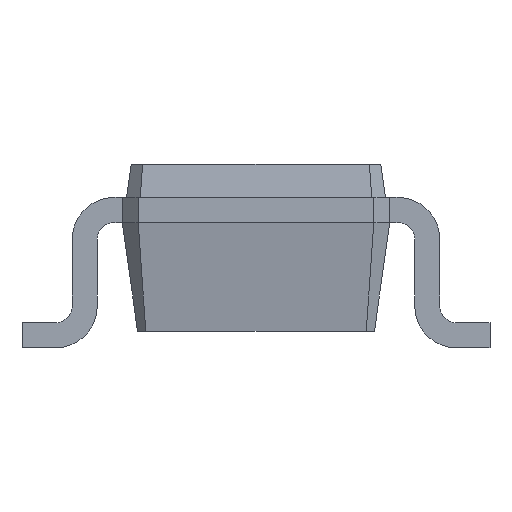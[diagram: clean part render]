
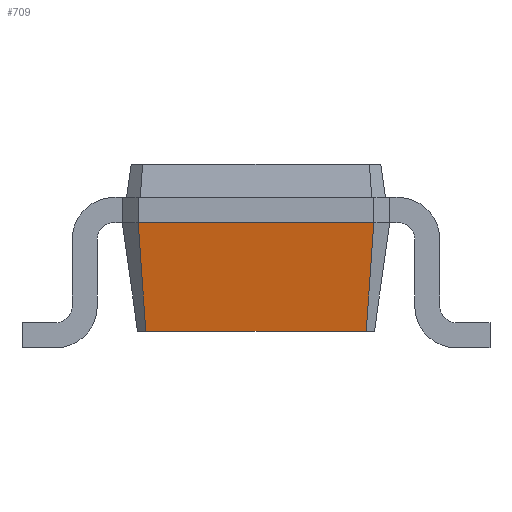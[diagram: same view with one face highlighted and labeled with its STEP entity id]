
A CAD part, front view. The second image highlights one B-rep face of the part: STEP entity #709.
In plain terms, the highlighted free-form (B-spline) face has degree [1, 1] with [2, 2] control points.
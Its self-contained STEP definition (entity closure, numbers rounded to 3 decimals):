
#43 = PLANE('',#44);
#44 = AXIS2_PLACEMENT_3D('',#45,#46,#47);
#45 = CARTESIAN_POINT('',(-0.659,1.359,0.1));
#46 = DIRECTION('',(0.,0.,1.));
#47 = DIRECTION('',(0.437,-0.9,0.));
#189 = VERTEX_POINT('',#190);
#190 = CARTESIAN_POINT('',(0.659,-1.359,0.1));
#204 = B_SPLINE_SURFACE_WITH_KNOTS('',1,1,(
    (#205,#206)
    ,(#207,#208
    )),.UNSPECIFIED.,.F.,.F.,.F.,(2,2),(2,2),(0.,0.134),(0.,1.)
  ,.PIECEWISE_BEZIER_KNOTS.);
#205 = CARTESIAN_POINT('',(0.709,-1.309,0.1));
#206 = CARTESIAN_POINT('',(0.8,-1.355,0.75));
#207 = CARTESIAN_POINT('',(0.659,-1.359,0.1));
#208 = CARTESIAN_POINT('',(0.705,-1.45,0.75));
#215 = EDGE_CURVE('',#189,#216,#218,.T.);
#216 = VERTEX_POINT('',#217);
#217 = CARTESIAN_POINT('',(-0.659,-1.359,0.1));
#218 = SURFACE_CURVE('',#219,(#223,#230),.PCURVE_S1.);
#219 = LINE('',#220,#221);
#220 = CARTESIAN_POINT('',(0.659,-1.359,0.1));
#221 = VECTOR('',#222,1.);
#222 = DIRECTION('',(-1.,0.,0.));
#223 = PCURVE('',#43,#224);
#224 = DEFINITIONAL_REPRESENTATION('',(#225),#229);
#225 = LINE('',#226,#227);
#226 = CARTESIAN_POINT('',(3.02,0.));
#227 = VECTOR('',#228,1.);
#228 = DIRECTION('',(-0.437,-0.9));
#229 = ( GEOMETRIC_REPRESENTATION_CONTEXT(2) 
PARAMETRIC_REPRESENTATION_CONTEXT() REPRESENTATION_CONTEXT('2D SPACE',''
  ) );
#230 = PCURVE('',#231,#236);
#231 = B_SPLINE_SURFACE_WITH_KNOTS('',1,1,(
    (#232,#233)
    ,(#234,#235
    )),.UNSPECIFIED.,.F.,.F.,.F.,(2,2),(2,2),(0.,1.41),(0.,1.),
  .PIECEWISE_BEZIER_KNOTS.);
#232 = CARTESIAN_POINT('',(0.659,-1.359,0.1));
#233 = CARTESIAN_POINT('',(0.705,-1.45,0.75));
#234 = CARTESIAN_POINT('',(-0.659,-1.359,0.1));
#235 = CARTESIAN_POINT('',(-0.705,-1.45,0.75));
#236 = DEFINITIONAL_REPRESENTATION('',(#237),#240);
#237 = B_SPLINE_CURVE_WITH_KNOTS('',1,(#238,#239),.UNSPECIFIED.,.F.,.F.,
  (2,2),(0.,1.319),.PIECEWISE_BEZIER_KNOTS.);
#238 = CARTESIAN_POINT('',(0.,0.));
#239 = CARTESIAN_POINT('',(1.41,0.));
#240 = ( GEOMETRIC_REPRESENTATION_CONTEXT(2) 
PARAMETRIC_REPRESENTATION_CONTEXT() REPRESENTATION_CONTEXT('2D SPACE',''
  ) );
#258 = B_SPLINE_SURFACE_WITH_KNOTS('',1,1,(
    (#259,#260)
    ,(#261,#262
    )),.UNSPECIFIED.,.F.,.F.,.F.,(2,2),(2,2),(0.,0.134),(0.,1.)
  ,.PIECEWISE_BEZIER_KNOTS.);
#259 = CARTESIAN_POINT('',(-0.659,-1.359,0.1));
#260 = CARTESIAN_POINT('',(-0.705,-1.45,0.75));
#261 = CARTESIAN_POINT('',(-0.709,-1.309,0.1));
#262 = CARTESIAN_POINT('',(-0.8,-1.355,0.75));
#661 = EDGE_CURVE('',#189,#662,#664,.T.);
#662 = VERTEX_POINT('',#663);
#663 = CARTESIAN_POINT('',(0.705,-1.45,0.75));
#664 = SURFACE_CURVE('',#665,(#668,#675),.PCURVE_S1.);
#665 = B_SPLINE_CURVE_WITH_KNOTS('',1,(#666,#667),.UNSPECIFIED.,.F.,.F.,
  (2,2),(0.,1.),.PIECEWISE_BEZIER_KNOTS.);
#666 = CARTESIAN_POINT('',(0.659,-1.359,0.1));
#667 = CARTESIAN_POINT('',(0.705,-1.45,0.75));
#668 = PCURVE('',#204,#669);
#669 = DEFINITIONAL_REPRESENTATION('',(#670),#674);
#670 = LINE('',#671,#672);
#671 = CARTESIAN_POINT('',(0.134,0.));
#672 = VECTOR('',#673,1.);
#673 = DIRECTION('',(0.,1.));
#674 = ( GEOMETRIC_REPRESENTATION_CONTEXT(2) 
PARAMETRIC_REPRESENTATION_CONTEXT() REPRESENTATION_CONTEXT('2D SPACE',''
  ) );
#675 = PCURVE('',#231,#676);
#676 = DEFINITIONAL_REPRESENTATION('',(#677),#681);
#677 = LINE('',#678,#679);
#678 = CARTESIAN_POINT('',(0.,0.));
#679 = VECTOR('',#680,1.);
#680 = DIRECTION('',(0.,1.));
#681 = ( GEOMETRIC_REPRESENTATION_CONTEXT(2) 
PARAMETRIC_REPRESENTATION_CONTEXT() REPRESENTATION_CONTEXT('2D SPACE',''
  ) );
#709 = ADVANCED_FACE('',(#710),#231,.F.);
#710 = FACE_BOUND('',#711,.F.);
#711 = EDGE_LOOP('',(#712,#713,#735,#761));
#712 = ORIENTED_EDGE('',*,*,#215,.T.);
#713 = ORIENTED_EDGE('',*,*,#714,.T.);
#714 = EDGE_CURVE('',#216,#715,#717,.T.);
#715 = VERTEX_POINT('',#716);
#716 = CARTESIAN_POINT('',(-0.705,-1.45,0.75));
#717 = SURFACE_CURVE('',#718,(#721,#728),.PCURVE_S1.);
#718 = B_SPLINE_CURVE_WITH_KNOTS('',1,(#719,#720),.UNSPECIFIED.,.F.,.F.,
  (2,2),(0.,1.),.PIECEWISE_BEZIER_KNOTS.);
#719 = CARTESIAN_POINT('',(-0.659,-1.359,0.1));
#720 = CARTESIAN_POINT('',(-0.705,-1.45,0.75));
#721 = PCURVE('',#231,#722);
#722 = DEFINITIONAL_REPRESENTATION('',(#723),#727);
#723 = LINE('',#724,#725);
#724 = CARTESIAN_POINT('',(1.41,0.));
#725 = VECTOR('',#726,1.);
#726 = DIRECTION('',(0.,1.));
#727 = ( GEOMETRIC_REPRESENTATION_CONTEXT(2) 
PARAMETRIC_REPRESENTATION_CONTEXT() REPRESENTATION_CONTEXT('2D SPACE',''
  ) );
#728 = PCURVE('',#258,#729);
#729 = DEFINITIONAL_REPRESENTATION('',(#730),#734);
#730 = LINE('',#731,#732);
#731 = CARTESIAN_POINT('',(0.,0.));
#732 = VECTOR('',#733,1.);
#733 = DIRECTION('',(0.,1.));
#734 = ( GEOMETRIC_REPRESENTATION_CONTEXT(2) 
PARAMETRIC_REPRESENTATION_CONTEXT() REPRESENTATION_CONTEXT('2D SPACE',''
  ) );
#735 = ORIENTED_EDGE('',*,*,#736,.F.);
#736 = EDGE_CURVE('',#662,#715,#737,.T.);
#737 = SURFACE_CURVE('',#738,(#742,#749),.PCURVE_S1.);
#738 = LINE('',#739,#740);
#739 = CARTESIAN_POINT('',(0.705,-1.45,0.75));
#740 = VECTOR('',#741,1.);
#741 = DIRECTION('',(-1.,0.,0.));
#742 = PCURVE('',#231,#743);
#743 = DEFINITIONAL_REPRESENTATION('',(#744),#748);
#744 = LINE('',#745,#746);
#745 = CARTESIAN_POINT('',(0.,1.));
#746 = VECTOR('',#747,1.);
#747 = DIRECTION('',(1.,0.));
#748 = ( GEOMETRIC_REPRESENTATION_CONTEXT(2) 
PARAMETRIC_REPRESENTATION_CONTEXT() REPRESENTATION_CONTEXT('2D SPACE',''
  ) );
#749 = PCURVE('',#750,#755);
#750 = PLANE('',#751);
#751 = AXIS2_PLACEMENT_3D('',#752,#753,#754);
#752 = CARTESIAN_POINT('',(0.705,-1.45,0.9));
#753 = DIRECTION('',(0.,1.,0.));
#754 = DIRECTION('',(-1.,0.,0.));
#755 = DEFINITIONAL_REPRESENTATION('',(#756),#760);
#756 = LINE('',#757,#758);
#757 = CARTESIAN_POINT('',(-0.,-0.15));
#758 = VECTOR('',#759,1.);
#759 = DIRECTION('',(1.,0.));
#760 = ( GEOMETRIC_REPRESENTATION_CONTEXT(2) 
PARAMETRIC_REPRESENTATION_CONTEXT() REPRESENTATION_CONTEXT('2D SPACE',''
  ) );
#761 = ORIENTED_EDGE('',*,*,#661,.F.);
